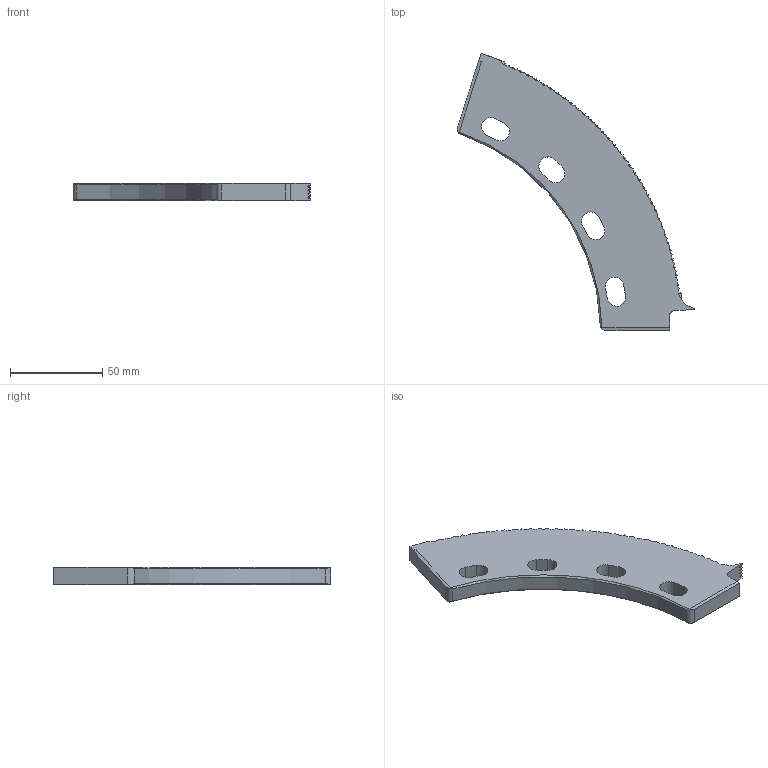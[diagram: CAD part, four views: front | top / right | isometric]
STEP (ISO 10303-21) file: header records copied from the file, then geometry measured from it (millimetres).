
FILE_DESCRIPTION (( 'STEP AP203' ), '1' );
FILE_NAME ('M971136-S.STEP', '2022-04-21T20:50:19', ( '' ), ( '' ), 'SwSTEP 2.0', 'SolidWorks 2020', '' );
FILE_SCHEMA (( 'CONFIG_CONTROL_DESIGN' ));
Length unit declared in the file: inch
Products named in the file (1): M971136-S
Bounding box: 128.64 x 150.04 x 9.51 mm (x, y, z)
Volume: 63109.8 mm3; surface area: 19519.6 mm2
Topology: 1 solids, 1 shells, 131 faces, 384 edges, 255 vertices
Faces by surface type: sphere 73, cylinder 29, plane 25, torus 2, cone 2
Entity records: 5729 total; most frequent: CARTESIAN_POINT 2144, ORIENTED_EDGE 768, DIRECTION 758, EDGE_CURVE 384, AXIS2_PLACEMENT_3D 335, VERTEX_POINT 255, CIRCLE 203, EDGE_LOOP 139
